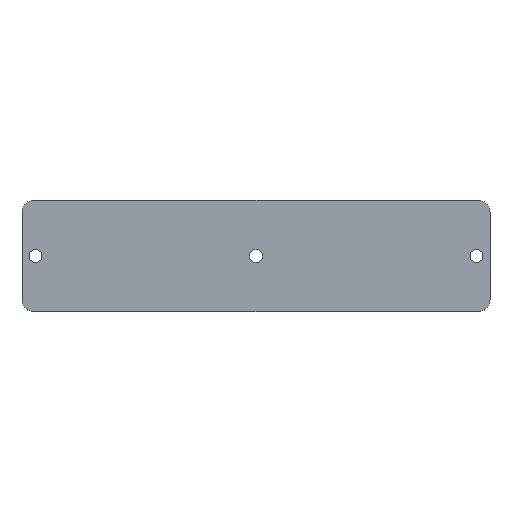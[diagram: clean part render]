
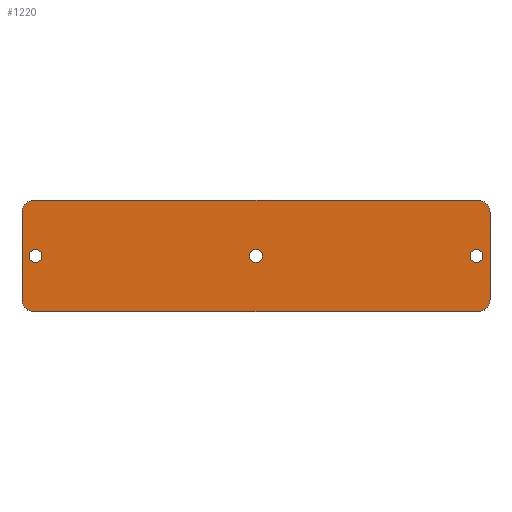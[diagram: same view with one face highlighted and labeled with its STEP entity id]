
A CAD part, top view. The second image highlights one B-rep face of the part: STEP entity #1220.
In plain terms, the highlighted planar face has unit normal (0, 0, 1).
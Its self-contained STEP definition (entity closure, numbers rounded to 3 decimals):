
#66 = CIRCLE ( 'NONE', #3871, 1.1 ) ;
#81 = AXIS2_PLACEMENT_3D ( 'NONE', #5728, #375, #1863 ) ;
#113 = VERTEX_POINT ( 'NONE', #464 ) ;
#162 = DIRECTION ( 'NONE',  ( 0., 0., 1. ) ) ;
#193 = CIRCLE ( 'NONE', #4965, 2. ) ;
#227 = DIRECTION ( 'NONE',  ( -1., 0., 0. ) ) ;
#245 = CARTESIAN_POINT ( 'NONE',  ( -26.9, 0., 0. ) ) ;
#319 = VECTOR ( 'NONE', #4856, 1000. ) ;
#335 = CIRCLE ( 'NONE', #556, 2. ) ;
#341 = VERTEX_POINT ( 'NONE', #736 ) ;
#349 = ORIENTED_EDGE ( 'NONE', *, *, #3435, .T. ) ;
#375 = DIRECTION ( 'NONE',  ( 0., 0., 1. ) ) ;
#464 = CARTESIAN_POINT ( 'NONE',  ( 13.1, -7.5, 0. ) ) ;
#514 = CARTESIAN_POINT ( 'NONE',  ( -26.9, 0., 0. ) ) ;
#556 = AXIS2_PLACEMENT_3D ( 'NONE', #5103, #162, #1201 ) ;
#624 = AXIS2_PLACEMENT_3D ( 'NONE', #4634, #3153, #2732 ) ;
#729 = LINE ( 'NONE', #5439, #5269 ) ;
#736 = CARTESIAN_POINT ( 'NONE',  ( 11.1, 9.5, 0. ) ) ;
#782 = CARTESIAN_POINT ( 'NONE',  ( 13.1, 9.5, 0. ) ) ;
#870 = EDGE_CURVE ( 'NONE', #1630, #2571, #6216, .T. ) ;
#927 = DIRECTION ( 'NONE',  ( -1., 0., 0. ) ) ;
#938 = CARTESIAN_POINT ( 'NONE',  ( -64.9, -9.5, 0. ) ) ;
#980 = DIRECTION ( 'NONE',  ( -1., 0., 0. ) ) ;
#982 = VERTEX_POINT ( 'NONE', #1074 ) ;
#1040 = CARTESIAN_POINT ( 'NONE',  ( 11.1, 7.5, 0. ) ) ;
#1074 = CARTESIAN_POINT ( 'NONE',  ( 13.1, 7.5, 0. ) ) ;
#1121 = CARTESIAN_POINT ( 'NONE',  ( 11.9, 0., 0. ) ) ;
#1201 = DIRECTION ( 'NONE',  ( -1., 0., 0. ) ) ;
#1220 = ADVANCED_FACE ( 'NONE', ( #5902, #1247, #3179, #4515 ), #4249, .F. ) ;
#1247 = FACE_BOUND ( 'NONE', #3805, .T. ) ;
#1358 = VERTEX_POINT ( 'NONE', #1121 ) ;
#1369 = EDGE_LOOP ( 'NONE', ( #5606, #3337 ) ) ;
#1392 = CARTESIAN_POINT ( 'NONE',  ( -66.9, 7.5, 0. ) ) ;
#1425 = AXIS2_PLACEMENT_3D ( 'NONE', #2972, #1503, #2445 ) ;
#1483 = CARTESIAN_POINT ( 'NONE',  ( 13.1, -9.5, 0. ) ) ;
#1503 = DIRECTION ( 'NONE',  ( 0., 0., -1. ) ) ;
#1630 = VERTEX_POINT ( 'NONE', #2346 ) ;
#1731 = VERTEX_POINT ( 'NONE', #1392 ) ;
#1863 = DIRECTION ( 'NONE',  ( -1., 0., 0. ) ) ;
#1868 = CARTESIAN_POINT ( 'NONE',  ( -64.6, 0., 0. ) ) ;
#1890 = DIRECTION ( 'NONE',  ( 1., 0., 0. ) ) ;
#1984 = AXIS2_PLACEMENT_3D ( 'NONE', #514, #3390, #4417 ) ;
#2021 = DIRECTION ( 'NONE',  ( 0., 0., 1. ) ) ;
#2064 = CIRCLE ( 'NONE', #1425, 1.1 ) ;
#2137 = ORIENTED_EDGE ( 'NONE', *, *, #3817, .T. ) ;
#2141 = CIRCLE ( 'NONE', #81, 2. ) ;
#2183 = CARTESIAN_POINT ( 'NONE',  ( -66.9, -7.5, 0. ) ) ;
#2259 = ORIENTED_EDGE ( 'NONE', *, *, #6236, .T. ) ;
#2288 = LINE ( 'NONE', #5625, #2906 ) ;
#2346 = CARTESIAN_POINT ( 'NONE',  ( -63.5, 0., 0. ) ) ;
#2371 = ORIENTED_EDGE ( 'NONE', *, *, #4961, .T. ) ;
#2433 = DIRECTION ( 'NONE',  ( 0., 0., -1. ) ) ;
#2445 = DIRECTION ( 'NONE',  ( 1., 0., 0. ) ) ;
#2571 = VERTEX_POINT ( 'NONE', #2605 ) ;
#2581 = ORIENTED_EDGE ( 'NONE', *, *, #6171, .T. ) ;
#2603 = EDGE_CURVE ( 'NONE', #6156, #4652, #5639, .T. ) ;
#2605 = CARTESIAN_POINT ( 'NONE',  ( -65.7, 0., 0. ) ) ;
#2697 = VECTOR ( 'NONE', #6250, 1000. ) ;
#2732 = DIRECTION ( 'NONE',  ( -1., 0., 0. ) ) ;
#2787 = EDGE_CURVE ( 'NONE', #341, #5713, #5634, .T. ) ;
#2830 = CIRCLE ( 'NONE', #624, 1.1 ) ;
#2906 = VECTOR ( 'NONE', #5252, 1000. ) ;
#2972 = CARTESIAN_POINT ( 'NONE',  ( -64.6, 0., 0. ) ) ;
#3079 = DIRECTION ( 'NONE',  ( 1., 0., 0. ) ) ;
#3080 = VERTEX_POINT ( 'NONE', #2183 ) ;
#3092 = ORIENTED_EDGE ( 'NONE', *, *, #2603, .T. ) ;
#3135 = EDGE_CURVE ( 'NONE', #113, #982, #4778, .T. ) ;
#3153 = DIRECTION ( 'NONE',  ( 0., 0., -1. ) ) ;
#3179 = FACE_BOUND ( 'NONE', #5792, .T. ) ;
#3337 = ORIENTED_EDGE ( 'NONE', *, *, #870, .T. ) ;
#3390 = DIRECTION ( 'NONE',  ( 0., 0., -1. ) ) ;
#3435 = EDGE_CURVE ( 'NONE', #3080, #5520, #3614, .T. ) ;
#3473 = CARTESIAN_POINT ( 'NONE',  ( 10.8, 0., 0. ) ) ;
#3540 = CARTESIAN_POINT ( 'NONE',  ( -64.9, 9.5, 0. ) ) ;
#3590 = EDGE_CURVE ( 'NONE', #2571, #1630, #2064, .T. ) ;
#3614 = CIRCLE ( 'NONE', #5268, 2. ) ;
#3771 = AXIS2_PLACEMENT_3D ( 'NONE', #245, #5604, #227 ) ;
#3805 = EDGE_LOOP ( 'NONE', ( #3092, #4155 ) ) ;
#3817 = EDGE_CURVE ( 'NONE', #4048, #113, #2141, .T. ) ;
#3871 = AXIS2_PLACEMENT_3D ( 'NONE', #3473, #2433, #980 ) ;
#3881 = CARTESIAN_POINT ( 'NONE',  ( -25.8, 0., 0. ) ) ;
#3904 = ORIENTED_EDGE ( 'NONE', *, *, #2787, .T. ) ;
#4048 = VERTEX_POINT ( 'NONE', #6181 ) ;
#4155 = ORIENTED_EDGE ( 'NONE', *, *, #6123, .T. ) ;
#4249 = PLANE ( 'NONE',  #5857 ) ;
#4273 = VERTEX_POINT ( 'NONE', #5397 ) ;
#4364 = CARTESIAN_POINT ( 'NONE',  ( -64.9, -7.5, 0. ) ) ;
#4409 = CARTESIAN_POINT ( 'NONE',  ( 13.1, 9.5, 0. ) ) ;
#4417 = DIRECTION ( 'NONE',  ( -1., 0., 0. ) ) ;
#4515 = FACE_OUTER_BOUND ( 'NONE', #4967, .T. ) ;
#4520 = DIRECTION ( 'NONE',  ( 0., 0., -1. ) ) ;
#4634 = CARTESIAN_POINT ( 'NONE',  ( 10.8, 0., 0. ) ) ;
#4652 = VERTEX_POINT ( 'NONE', #3881 ) ;
#4723 = EDGE_CURVE ( 'NONE', #1358, #4273, #66, .T. ) ;
#4778 = LINE ( 'NONE', #782, #2697 ) ;
#4856 = DIRECTION ( 'NONE',  ( -1., 0., 0. ) ) ;
#4857 = DIRECTION ( 'NONE',  ( 0., 0., 1. ) ) ;
#4961 = EDGE_CURVE ( 'NONE', #1731, #3080, #2288, .T. ) ;
#4965 = AXIS2_PLACEMENT_3D ( 'NONE', #1040, #2021, #5996 ) ;
#4967 = EDGE_LOOP ( 'NONE', ( #5552, #2371, #349, #2581, #2137, #5256, #2259, #3904 ) ) ;
#5007 = DIRECTION ( 'NONE',  ( -1., 0., 0. ) ) ;
#5103 = CARTESIAN_POINT ( 'NONE',  ( -64.9, 7.5, 0. ) ) ;
#5252 = DIRECTION ( 'NONE',  ( 0., -1., 0. ) ) ;
#5256 = ORIENTED_EDGE ( 'NONE', *, *, #3135, .T. ) ;
#5268 = AXIS2_PLACEMENT_3D ( 'NONE', #4364, #4857, #927 ) ;
#5269 = VECTOR ( 'NONE', #3079, 1000. ) ;
#5316 = DIRECTION ( 'NONE',  ( 0., 0., -1. ) ) ;
#5319 = EDGE_CURVE ( 'NONE', #4273, #1358, #2830, .T. ) ;
#5322 = ORIENTED_EDGE ( 'NONE', *, *, #4723, .T. ) ;
#5385 = ORIENTED_EDGE ( 'NONE', *, *, #5319, .T. ) ;
#5390 = CARTESIAN_POINT ( 'NONE',  ( -28., 0., 0. ) ) ;
#5397 = CARTESIAN_POINT ( 'NONE',  ( 9.7, 0., 0. ) ) ;
#5439 = CARTESIAN_POINT ( 'NONE',  ( 13.1, -9.5, 0. ) ) ;
#5520 = VERTEX_POINT ( 'NONE', #938 ) ;
#5552 = ORIENTED_EDGE ( 'NONE', *, *, #6338, .T. ) ;
#5604 = DIRECTION ( 'NONE',  ( 0., 0., -1. ) ) ;
#5606 = ORIENTED_EDGE ( 'NONE', *, *, #3590, .T. ) ;
#5625 = CARTESIAN_POINT ( 'NONE',  ( -66.9, 9.5, 0. ) ) ;
#5630 = AXIS2_PLACEMENT_3D ( 'NONE', #1868, #5316, #1890 ) ;
#5634 = LINE ( 'NONE', #4409, #319 ) ;
#5639 = CIRCLE ( 'NONE', #3771, 1.1 ) ;
#5713 = VERTEX_POINT ( 'NONE', #3540 ) ;
#5728 = CARTESIAN_POINT ( 'NONE',  ( 11.1, -7.5, 0. ) ) ;
#5792 = EDGE_LOOP ( 'NONE', ( #5385, #5322 ) ) ;
#5857 = AXIS2_PLACEMENT_3D ( 'NONE', #1483, #4520, #5007 ) ;
#5902 = FACE_BOUND ( 'NONE', #1369, .T. ) ;
#5996 = DIRECTION ( 'NONE',  ( -1., 0., 0. ) ) ;
#6123 = EDGE_CURVE ( 'NONE', #4652, #6156, #6371, .T. ) ;
#6156 = VERTEX_POINT ( 'NONE', #5390 ) ;
#6171 = EDGE_CURVE ( 'NONE', #5520, #4048, #729, .T. ) ;
#6181 = CARTESIAN_POINT ( 'NONE',  ( 11.1, -9.5, 0. ) ) ;
#6216 = CIRCLE ( 'NONE', #5630, 1.1 ) ;
#6236 = EDGE_CURVE ( 'NONE', #982, #341, #193, .T. ) ;
#6250 = DIRECTION ( 'NONE',  ( 0., 1., 0. ) ) ;
#6338 = EDGE_CURVE ( 'NONE', #5713, #1731, #335, .T. ) ;
#6371 = CIRCLE ( 'NONE', #1984, 1.1 ) ;
